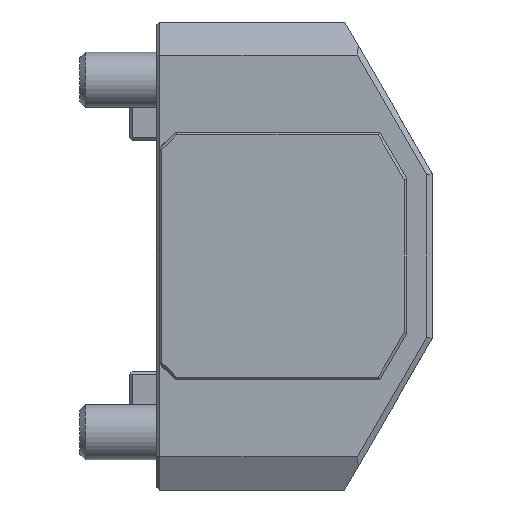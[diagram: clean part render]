
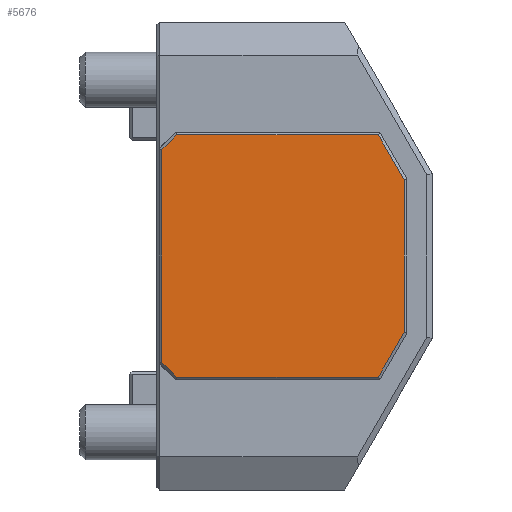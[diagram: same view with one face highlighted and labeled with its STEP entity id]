
A CAD part, left-side view. The second image highlights one B-rep face of the part: STEP entity #5676.
In plain terms, the highlighted planar face has unit normal (-1, 0, 0).
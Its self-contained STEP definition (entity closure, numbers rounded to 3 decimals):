
#643=DIRECTION('',(0.,-0.5,0.866));
#644=VECTOR('',#643,9.392);
#645=CARTESIAN_POINT('',(-40.226,-40.204,-22.));
#646=LINE('',#645,#644);
#647=DIRECTION('',(0.,-1.,0.));
#648=VECTOR('',#647,36.597);
#649=CARTESIAN_POINT('',(-40.226,-3.607,-22.));
#650=LINE('',#649,#648);
#651=DIRECTION('',(0.,-0.707,-0.707));
#652=VECTOR('',#651,3.828);
#653=CARTESIAN_POINT('',(-40.226,-0.9,-19.293));
#654=LINE('',#653,#652);
#655=DIRECTION('',(0.,0.,-1.));
#656=VECTOR('',#655,38.586);
#657=CARTESIAN_POINT('',(-40.226,-0.9,19.293));
#658=LINE('',#657,#656);
#659=DIRECTION('',(0.,0.707,-0.707));
#660=VECTOR('',#659,3.828);
#661=CARTESIAN_POINT('',(-40.226,-3.607,22.));
#662=LINE('',#661,#660);
#663=DIRECTION('',(0.,1.,0.));
#664=VECTOR('',#663,36.597);
#665=CARTESIAN_POINT('',(-40.226,-40.204,22.));
#666=LINE('',#665,#664);
#667=DIRECTION('',(0.,0.5,0.866));
#668=VECTOR('',#667,9.392);
#669=CARTESIAN_POINT('',(-40.226,-44.9,13.866));
#670=LINE('',#669,#668);
#671=DIRECTION('',(0.,0.,1.));
#672=VECTOR('',#671,27.732);
#673=CARTESIAN_POINT('',(-40.226,-44.9,-13.866));
#674=LINE('',#673,#672);
#4504=CARTESIAN_POINT('',(-40.226,-40.204,-22.));
#4505=CARTESIAN_POINT('',(-40.226,-44.9,-13.866));
#4506=VERTEX_POINT('',#4504);
#4507=VERTEX_POINT('',#4505);
#4510=CARTESIAN_POINT('',(-40.226,-3.607,-22.));
#4511=VERTEX_POINT('',#4510);
#4514=CARTESIAN_POINT('',(-40.226,-0.9,-19.293));
#4515=VERTEX_POINT('',#4514);
#4518=CARTESIAN_POINT('',(-40.226,-0.9,19.293));
#4519=VERTEX_POINT('',#4518);
#4522=CARTESIAN_POINT('',(-40.226,-3.607,22.));
#4523=VERTEX_POINT('',#4522);
#4526=CARTESIAN_POINT('',(-40.226,-40.204,22.));
#4527=VERTEX_POINT('',#4526);
#4528=CARTESIAN_POINT('',(-40.226,-44.9,13.866));
#4529=VERTEX_POINT('',#4528);
#5657=CARTESIAN_POINT('',(-40.226,-25.4,0.));
#5658=DIRECTION('',(-1.,0.,0.));
#5659=DIRECTION('',(0.,0.,-1.));
#5660=AXIS2_PLACEMENT_3D('',#5657,#5658,#5659);
#5661=PLANE('',#5660);
#5663=ORIENTED_EDGE('',*,*,#5662,.F.);
#5665=ORIENTED_EDGE('',*,*,#5664,.F.);
#5667=ORIENTED_EDGE('',*,*,#5666,.F.);
#5668=ORIENTED_EDGE('',*,*,#5608,.F.);
#5669=ORIENTED_EDGE('',*,*,#5623,.F.);
#5670=ORIENTED_EDGE('',*,*,#5637,.F.);
#5671=ORIENTED_EDGE('',*,*,#5648,.F.);
#5673=ORIENTED_EDGE('',*,*,#5672,.F.);
#5674=EDGE_LOOP('',(#5663,#5665,#5667,#5668,#5669,#5670,#5671,#5673));
#5675=FACE_OUTER_BOUND('',#5674,.F.);
#5608=EDGE_CURVE('',#4519,#4515,#658,.T.);
#5623=EDGE_CURVE('',#4523,#4519,#662,.T.);
#5637=EDGE_CURVE('',#4527,#4523,#666,.T.);
#5648=EDGE_CURVE('',#4529,#4527,#670,.T.);
#5662=EDGE_CURVE('',#4506,#4507,#646,.T.);
#5664=EDGE_CURVE('',#4511,#4506,#650,.T.);
#5666=EDGE_CURVE('',#4515,#4511,#654,.T.);
#5672=EDGE_CURVE('',#4507,#4529,#674,.T.);
#5676=ADVANCED_FACE('',(#5675),#5661,.T.);
